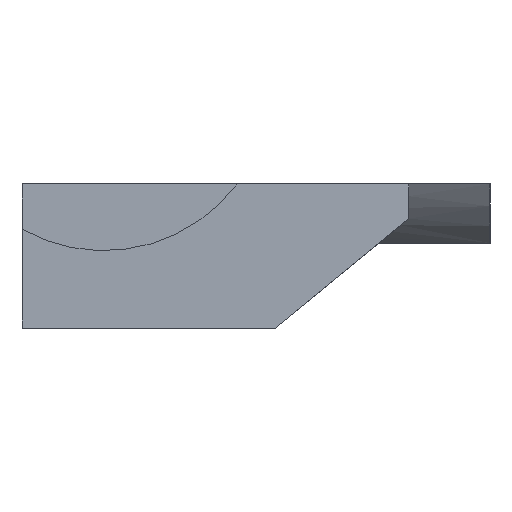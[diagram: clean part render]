
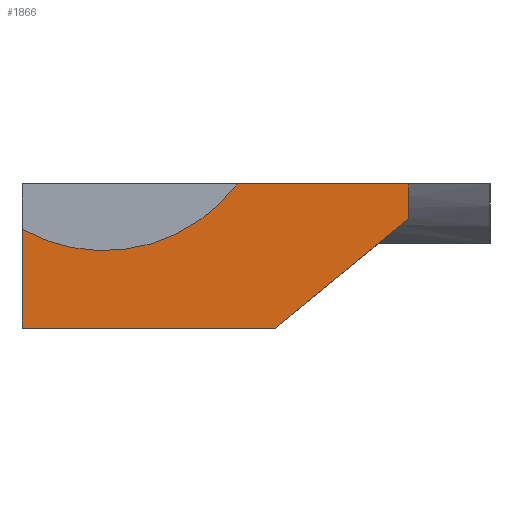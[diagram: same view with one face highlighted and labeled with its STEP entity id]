
A CAD part, left-side view. The second image highlights one B-rep face of the part: STEP entity #1866.
In plain terms, the highlighted planar face has unit normal (-1, 0, 0).
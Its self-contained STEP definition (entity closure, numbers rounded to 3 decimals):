
#163=CIRCLE('',#2063,12.5);
#233=FACE_OUTER_BOUND('',#346,.T.);
#346=EDGE_LOOP('',(#1429,#1430,#1431,#1432,#1433,#1434));
#418=LINE('',#2709,#579);
#447=LINE('',#2776,#608);
#452=LINE('',#2799,#613);
#469=LINE('',#2854,#630);
#517=LINE('',#3074,#678);
#579=VECTOR('',#2147,1000.);
#608=VECTOR('',#2204,1000.);
#613=VECTOR('',#2229,1000.);
#630=VECTOR('',#2252,1000.);
#678=VECTOR('',#2502,1000.);
#743=VERTEX_POINT('',#2706);
#744=VERTEX_POINT('',#2708);
#768=VERTEX_POINT('',#2774);
#775=VERTEX_POINT('',#2796);
#776=VERTEX_POINT('',#2798);
#796=VERTEX_POINT('',#2852);
#903=EDGE_CURVE('',#743,#744,#418,.T.);
#937=EDGE_CURVE('',#768,#743,#447,.T.);
#947=EDGE_CURVE('',#775,#776,#452,.T.);
#971=EDGE_CURVE('',#768,#796,#469,.T.);
#1079=EDGE_CURVE('',#776,#796,#163,.T.);
#1080=EDGE_CURVE('',#775,#744,#517,.T.);
#1429=ORIENTED_EDGE('',*,*,#1079,.F.);
#1430=ORIENTED_EDGE('',*,*,#947,.F.);
#1431=ORIENTED_EDGE('',*,*,#1080,.T.);
#1432=ORIENTED_EDGE('',*,*,#903,.F.);
#1433=ORIENTED_EDGE('',*,*,#937,.F.);
#1434=ORIENTED_EDGE('',*,*,#971,.T.);
#1676=PLANE('',#2064);
#1866=ADVANCED_FACE('',(#233),#1676,.F.);
#2063=AXIS2_PLACEMENT_3D('',#3072,#2498,#2499);
#2064=AXIS2_PLACEMENT_3D('',#3073,#2500,#2501);
#2147=DIRECTION('',(0.,0.773,-0.634));
#2204=DIRECTION('',(0.,0.,-1.));
#2229=DIRECTION('',(0.,0.,1.));
#2252=DIRECTION('',(0.,1.,0.));
#2498=DIRECTION('center_axis',(-1.,0.,0.));
#2499=DIRECTION('ref_axis',(0.,0.,1.));
#2500=DIRECTION('center_axis',(1.,0.,0.));
#2501=DIRECTION('ref_axis',(0.,0.,-1.));
#2502=DIRECTION('',(0.,-1.,0.));
#2706=CARTESIAN_POINT('',(-39.903,49.625,106.866));
#2708=CARTESIAN_POINT('',(-39.903,59.625,98.666));
#2709=CARTESIAN_POINT('',(-39.903,59.625,98.666));
#2774=CARTESIAN_POINT('',(-39.903,49.625,109.466));
#2776=CARTESIAN_POINT('',(-39.903,49.625,123.609));
#2796=CARTESIAN_POINT('',(-39.903,78.595,98.666));
#2798=CARTESIAN_POINT('',(-39.903,78.595,106.067));
#2799=CARTESIAN_POINT('',(-39.903,78.595,0.));
#2852=CARTESIAN_POINT('',(-39.903,62.475,109.466));
#2854=CARTESIAN_POINT('',(-39.903,59.625,109.466));
#3072=CARTESIAN_POINT('Origin',(-39.903,72.475,116.966));
#3073=CARTESIAN_POINT('Origin',(-39.903,78.625,135.266));
#3074=CARTESIAN_POINT('',(-39.903,78.625,98.666));
